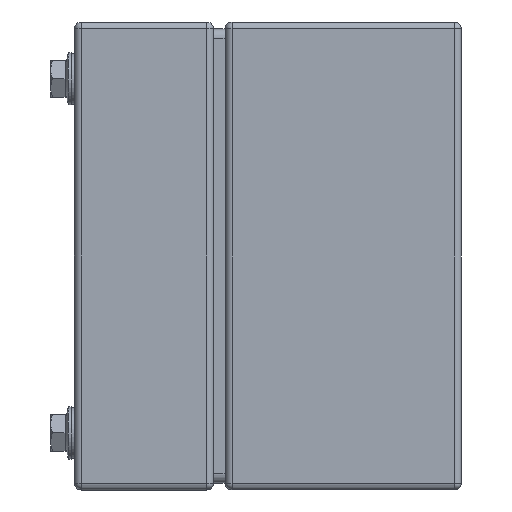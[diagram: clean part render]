
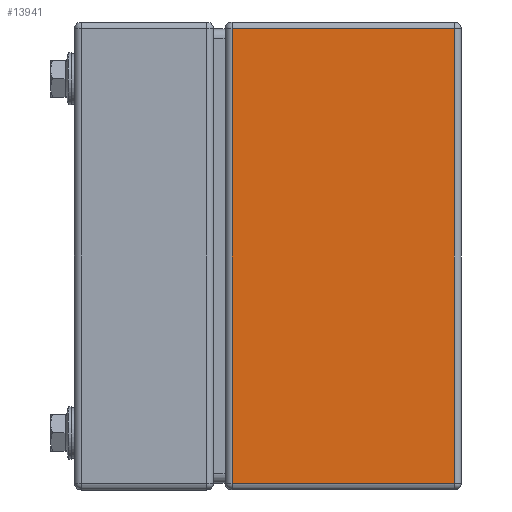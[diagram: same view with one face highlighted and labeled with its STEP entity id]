
A CAD part, left-side view. The second image highlights one B-rep face of the part: STEP entity #13941.
In plain terms, the highlighted planar face has unit normal (-1, 0, 0).
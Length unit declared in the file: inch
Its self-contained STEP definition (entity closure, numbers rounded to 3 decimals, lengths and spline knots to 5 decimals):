
#282 = VERTEX_POINT ( 'NONE', #15764 ) ;
#431 = CARTESIAN_POINT ( 'NONE',  ( -2.62501, 2.4498, 2.317 ) ) ;
#576 = VECTOR ( 'NONE', #8168, 39.37008 ) ;
#1023 = CARTESIAN_POINT ( 'NONE',  ( -2.62501, -2.45001, -0.158 ) ) ;
#1797 = VECTOR ( 'NONE', #22061, 39.37008 ) ;
#1854 = VECTOR ( 'NONE', #21704, 39.37008 ) ;
#2119 = PLANE ( 'NONE',  #6560 ) ;
#2398 = LINE ( 'NONE', #6569, #1797 ) ;
#2524 = VERTEX_POINT ( 'NONE', #1023 ) ;
#4175 = ORIENTED_EDGE ( 'NONE', *, *, #14166, .T. ) ;
#4418 = EDGE_CURVE ( 'NONE', #282, #2524, #6159, .T. ) ;
#5540 = VECTOR ( 'NONE', #11993, 39.37008 ) ;
#5697 = VERTEX_POINT ( 'NONE', #14262 ) ;
#6066 = DIRECTION ( 'NONE',  ( -1., 0., 0. ) ) ;
#6159 = LINE ( 'NONE', #23610, #5540 ) ;
#6560 = AXIS2_PLACEMENT_3D ( 'NONE', #17643, #6066, #19604 ) ;
#6569 = CARTESIAN_POINT ( 'NONE',  ( -2.62501, -2.45001, 2.317 ) ) ;
#8060 = CARTESIAN_POINT ( 'NONE',  ( -2.62501, 2.5248, 2.242 ) ) ;
#8168 = DIRECTION ( 'NONE',  ( 0., 0., -1. ) ) ;
#9943 = VERTEX_POINT ( 'NONE', #20219 ) ;
#10368 = ORIENTED_EDGE ( 'NONE', *, *, #4418, .T. ) ;
#11151 = EDGE_CURVE ( 'NONE', #5697, #9943, #17329, .T. ) ;
#11663 = ORIENTED_EDGE ( 'NONE', *, *, #22426, .T. ) ;
#11993 = DIRECTION ( 'NONE',  ( 0., -1., 0. ) ) ;
#13941 = ADVANCED_FACE ( 'NONE', ( #24860 ), #2119, .T. ) ;
#14166 = EDGE_CURVE ( 'NONE', #2524, #5697, #2398, .T. ) ;
#14262 = CARTESIAN_POINT ( 'NONE',  ( -2.62501, -2.45001, 2.242 ) ) ;
#15764 = CARTESIAN_POINT ( 'NONE',  ( -2.62501, 2.4498, -0.158 ) ) ;
#17218 = EDGE_LOOP ( 'NONE', ( #11663, #10368, #4175, #22357 ) ) ;
#17329 = LINE ( 'NONE', #8060, #1854 ) ;
#17643 = CARTESIAN_POINT ( 'NONE',  ( -2.62501, -2.52501, 2.317 ) ) ;
#19604 = DIRECTION ( 'NONE',  ( 0., 0., 1. ) ) ;
#20219 = CARTESIAN_POINT ( 'NONE',  ( -2.62501, 2.4498, 2.242 ) ) ;
#21213 = LINE ( 'NONE', #431, #576 ) ;
#21704 = DIRECTION ( 'NONE',  ( 0., 1., 0. ) ) ;
#22061 = DIRECTION ( 'NONE',  ( 0., 0., 1. ) ) ;
#22357 = ORIENTED_EDGE ( 'NONE', *, *, #11151, .T. ) ;
#22426 = EDGE_CURVE ( 'NONE', #9943, #282, #21213, .T. ) ;
#23610 = CARTESIAN_POINT ( 'NONE',  ( -2.62501, -2.52501, -0.158 ) ) ;
#24860 = FACE_OUTER_BOUND ( 'NONE', #17218, .T. ) ;
